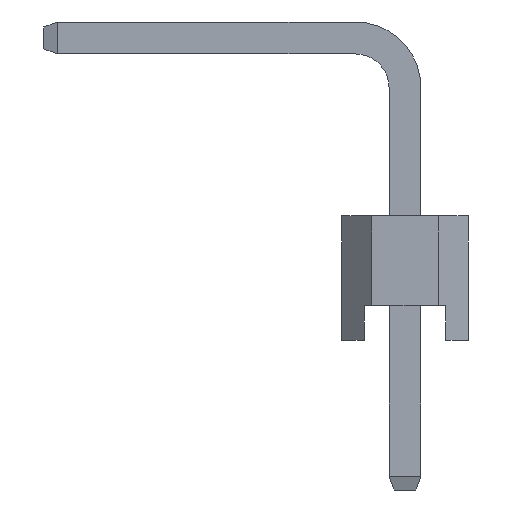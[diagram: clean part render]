
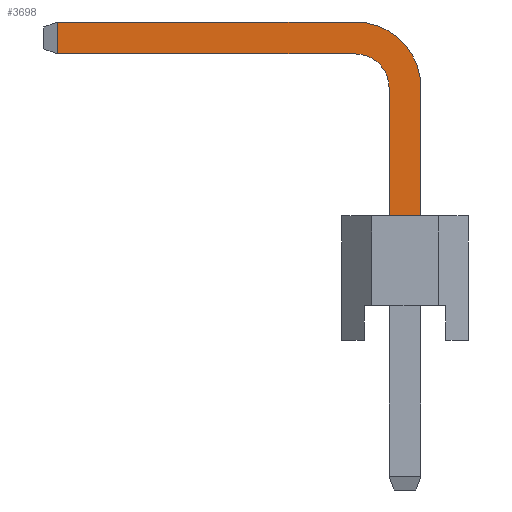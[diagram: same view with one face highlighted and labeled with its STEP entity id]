
A CAD part, left-side view. The second image highlights one B-rep face of the part: STEP entity #3698.
In plain terms, the highlighted planar face has unit normal (-1, 0, 0).
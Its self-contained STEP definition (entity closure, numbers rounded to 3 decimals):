
#3698=ADVANCED_FACE('',(#11392),#11394,.T.);
#11392=FACE_BOUND('',#11393,.T.);
#11393=EDGE_LOOP('',(#17737,#17738,#17739,#17740,#17741,#17742,#17743,#17744));
#11394=PLANE('',#11395);
#11395=AXIS2_PLACEMENT_3D('',#11396,#11397,#11398);
#11396=CARTESIAN_POINT('',(-0.32,0.32,-3.));
#11397=DIRECTION('',(-1.,0.,0.));
#11398=DIRECTION('',(0.,-1.,0.));
#17737=ORIENTED_EDGE('',*,*,#21582,.F.);
#17738=ORIENTED_EDGE('',*,*,#21583,.F.);
#17739=ORIENTED_EDGE('',*,*,#21584,.F.);
#17740=ORIENTED_EDGE('',*,*,#21571,.F.);
#17741=ORIENTED_EDGE('',*,*,#20140,.T.);
#17742=ORIENTED_EDGE('',*,*,#21581,.T.);
#17743=ORIENTED_EDGE('',*,*,#21585,.T.);
#17744=ORIENTED_EDGE('',*,*,#21586,.T.);
#20140=EDGE_CURVE('',#22810,#22814,#22816,.T.);
#21571=EDGE_CURVE('',#22810,#25219,#25220,.T.);
#21581=EDGE_CURVE('',#22814,#25235,#25237,.T.);
#21582=EDGE_CURVE('',#25238,#25239,#25240,.T.);
#21583=EDGE_CURVE('',#25241,#25238,#25242,.T.);
#21584=EDGE_CURVE('',#25219,#25241,#25243,.T.);
#21585=EDGE_CURVE('',#25235,#25244,#25245,.T.);
#21586=EDGE_CURVE('',#25244,#25239,#25246,.T.);
#22810=VERTEX_POINT('',#27282);
#22814=VERTEX_POINT('',#27290);
#22816=LINE('',#27294,#27295);
#25219=VERTEX_POINT('',#32671);
#25220=LINE('',#32672,#32673);
#25235=VERTEX_POINT('',#32707);
#25237=LINE('',#32711,#32712);
#25238=VERTEX_POINT('',#32714);
#25239=VERTEX_POINT('',#32715);
#25240=LINE('',#32716,#32717);
#25241=VERTEX_POINT('',#32719);
#25242=LINE('',#32720,#32721);
#25243=CIRCLE('',#32723,0.68);
#25244=VERTEX_POINT('',#32727);
#25245=CIRCLE('',#32728,1.32);
#25246=LINE('',#32732,#32733);
#27282=CARTESIAN_POINT('',(-0.32,0.32,2.5));
#27290=CARTESIAN_POINT('',(-0.32,-0.32,2.5));
#27294=CARTESIAN_POINT('',(-0.32,0.32,2.5));
#27295=VECTOR('',#27296,1.);
#27296=DIRECTION('',(0.,-1.,0.));
#32671=CARTESIAN_POINT('',(-0.32,0.32,5.07));
#32672=CARTESIAN_POINT('',(-0.32,0.32,2.5));
#32673=VECTOR('',#32674,1.);
#32674=DIRECTION('',(0.,0.,1.));
#32707=CARTESIAN_POINT('',(-0.32,-0.32,5.07));
#32711=CARTESIAN_POINT('',(-0.32,-0.32,2.5));
#32712=VECTOR('',#32713,1.);
#32713=DIRECTION('',(0.,0.,1.));
#32714=CARTESIAN_POINT('',(-0.32,6.975,5.75));
#32715=CARTESIAN_POINT('',(-0.32,6.975,6.39));
#32716=CARTESIAN_POINT('',(-0.32,6.975,5.75));
#32717=VECTOR('',#32718,1.);
#32718=DIRECTION('',(0.,0.,1.));
#32719=CARTESIAN_POINT('',(-0.32,1.,5.75));
#32720=CARTESIAN_POINT('',(-0.32,1.,5.75));
#32721=VECTOR('',#32722,1.);
#32722=DIRECTION('',(0.,1.,0.));
#32723=AXIS2_PLACEMENT_3D('',#32724,#32725,#32726);
#32724=CARTESIAN_POINT('',(-0.32,1.,5.07));
#32725=DIRECTION('',(-1.,-0.,0.));
#32726=DIRECTION('',(0.,-1.,0.));
#32727=CARTESIAN_POINT('',(-0.32,1.,6.39));
#32728=AXIS2_PLACEMENT_3D('',#32729,#32730,#32731);
#32729=CARTESIAN_POINT('',(-0.32,1.,5.07));
#32730=DIRECTION('',(-1.,-0.,0.));
#32731=DIRECTION('',(0.,-1.,0.));
#32732=CARTESIAN_POINT('',(-0.32,1.,6.39));
#32733=VECTOR('',#32734,1.);
#32734=DIRECTION('',(0.,1.,0.));
